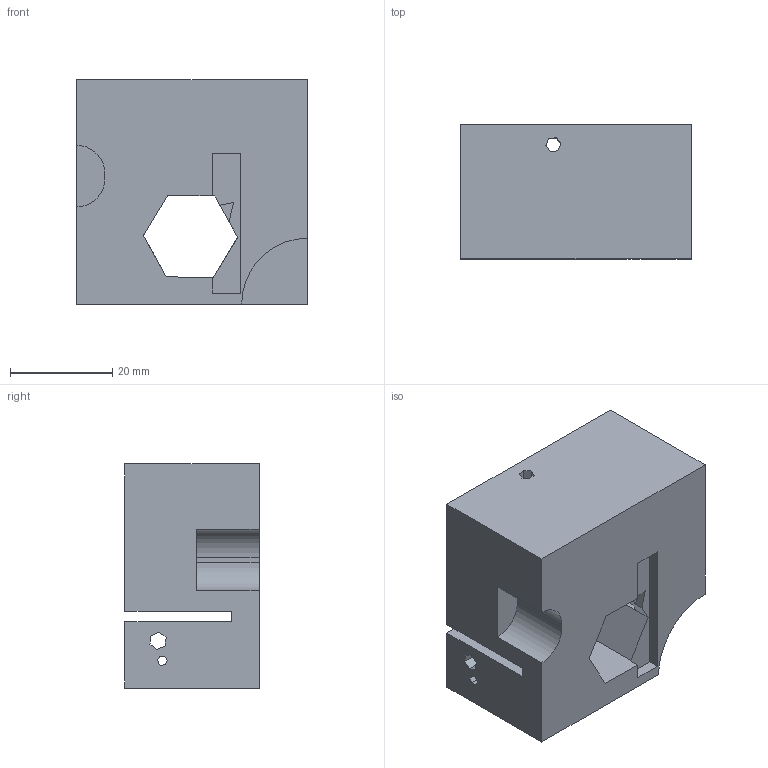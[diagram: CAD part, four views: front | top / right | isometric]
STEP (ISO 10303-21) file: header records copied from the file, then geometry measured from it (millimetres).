
FILE_DESCRIPTION(('Open CASCADE Model'),'2;1');
FILE_NAME('Open CASCADE Shape Model','2021-04-29T14:25:02',('Author'),( 'Open CASCADE'),'Open CASCADE STEP processor 7.4','Open CASCADE 7.4' ,'Unknown');
FILE_SCHEMA(('AUTOMOTIVE_DESIGN { 1 0 10303 214 1 1 1 1 }'));
Length unit declared in the file: millimetre
Products named in the file (1): Open CASCADE STEP translator 7.4 609
Bounding box: 45.21 x 26.28 x 43.88 mm (x, y, z)
Volume: 41562 mm3; surface area: 11437.1 mm2
Topology: 1 solids, 1 shells, 68 faces, 213 edges, 142 vertices
Faces by surface type: plane 65, cylinder 3
Entity records: 4995 total; most frequent: CARTESIAN_POINT 1012, DIRECTION 636, LINE 483, VECTOR 483, ORIENTED_EDGE 426, PCURVE 426, DEFINITIONAL_REPRESENTATION 426, EDGE_CURVE 213
